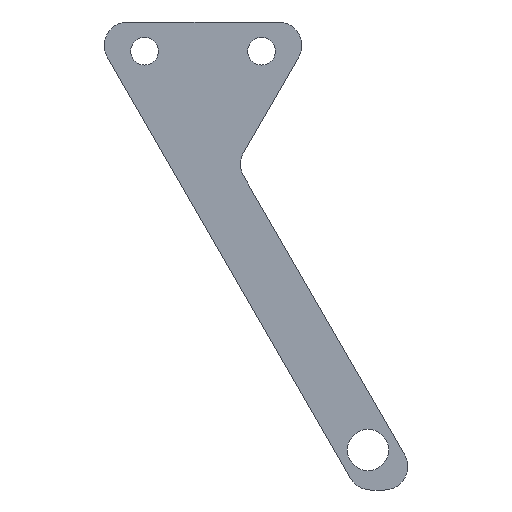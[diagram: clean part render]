
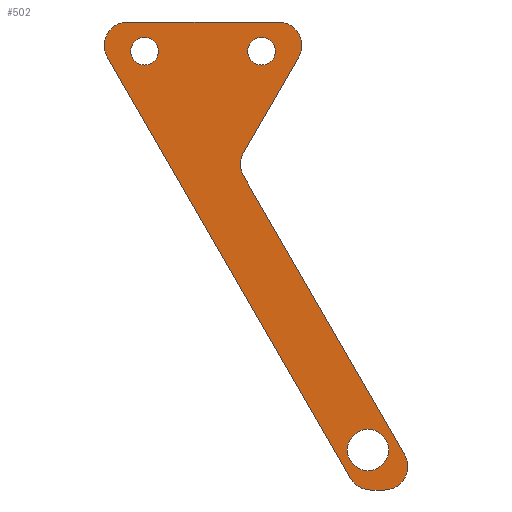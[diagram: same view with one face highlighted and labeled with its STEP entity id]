
A CAD part, front view. The second image highlights one B-rep face of the part: STEP entity #502.
In plain terms, the highlighted planar face has unit normal (0, -1, 0).
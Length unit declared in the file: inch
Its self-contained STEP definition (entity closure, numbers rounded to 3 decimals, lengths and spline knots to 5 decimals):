
#10 = EDGE_CURVE ( 'NONE', #74, #526, #257, .T. ) ;
#11 = CARTESIAN_POINT ( 'NONE',  ( -0.49075, 0., 0.85 ) ) ;
#15 = EDGE_LOOP ( 'NONE', ( #389, #289 ) ) ;
#25 = CARTESIAN_POINT ( 'NONE',  ( -0.33198, 0., 0.81594 ) ) ;
#26 = CARTESIAN_POINT ( 'NONE',  ( 0.54848, 0., -0.95 ) ) ;
#27 = EDGE_LOOP ( 'NONE', ( #39, #176, #58, #291, #321, #97, #141, #533, #547, #213 ) ) ;
#28 = CARTESIAN_POINT ( 'NONE',  ( 0.17783, 0., 0.39199 ) ) ;
#33 = CARTESIAN_POINT ( 'NONE',  ( 0.86603, 0., -1. ) ) ;
#35 = VERTEX_POINT ( 'NONE', #11 ) ;
#38 = CARTESIAN_POINT ( 'NONE',  ( 0.16802, 0., 0.875 ) ) ;
#39 = ORIENTED_EDGE ( 'NONE', *, *, #484, .F. ) ;
#44 = DIRECTION ( 'NONE',  ( 0., 1., 0. ) ) ;
#51 = VECTOR ( 'NONE', #227, 39.37008 ) ;
#53 = CIRCLE ( 'NONE', #73, 0.1 ) ;
#56 = EDGE_CURVE ( 'NONE', #171, #630, #545, .T. ) ;
#58 = ORIENTED_EDGE ( 'NONE', *, *, #10, .F. ) ;
#61 = LINE ( 'NONE', #461, #429 ) ;
#66 = VERTEX_POINT ( 'NONE', #422 ) ;
#67 = CARTESIAN_POINT ( 'NONE',  ( 0., 0., 0. ) ) ;
#73 = AXIS2_PLACEMENT_3D ( 'NONE', #393, #438, #541 ) ;
#74 = VERTEX_POINT ( 'NONE', #110 ) ;
#80 = CARTESIAN_POINT ( 'NONE',  ( -0.40415, 0., 1. ) ) ;
#90 = EDGE_CURVE ( 'NONE', #98, #526, #543, .T. ) ;
#97 = ORIENTED_EDGE ( 'NONE', *, *, #521, .T. ) ;
#98 = VERTEX_POINT ( 'NONE', #26 ) ;
#102 = VERTEX_POINT ( 'NONE', #411 ) ;
#110 = CARTESIAN_POINT ( 'NONE',  ( 0.69282, 0., -1. ) ) ;
#114 = CIRCLE ( 'NONE', #178, 0.1 ) ;
#120 = DIRECTION ( 'NONE',  ( 0., 1., 0. ) ) ;
#141 = ORIENTED_EDGE ( 'NONE', *, *, #350, .F. ) ;
#142 = DIRECTION ( 'NONE',  ( 0., 1., 0. ) ) ;
#146 = EDGE_CURVE ( 'NONE', #74, #618, #305, .T. ) ;
#155 = EDGE_CURVE ( 'NONE', #234, #294, #61, .T. ) ;
#156 = LINE ( 'NONE', #563, #540 ) ;
#171 = VERTEX_POINT ( 'NONE', #215 ) ;
#176 = ORIENTED_EDGE ( 'NONE', *, *, #90, .T. ) ;
#177 = CARTESIAN_POINT ( 'NONE',  ( 0.77942, 0., -0.85 ) ) ;
#178 = AXIS2_PLACEMENT_3D ( 'NONE', #632, #282, #186 ) ;
#186 = DIRECTION ( 'NONE',  ( 0., 0., 1. ) ) ;
#192 = CARTESIAN_POINT ( 'NONE',  ( -0.33198, 0., 0.875 ) ) ;
#197 = CARTESIAN_POINT ( 'NONE',  ( 0.57735, 0., -1. ) ) ;
#207 = DIRECTION ( 'NONE',  ( 0., 1., 0. ) ) ;
#212 = DIRECTION ( 'NONE',  ( 1., 0., 0. ) ) ;
#213 = ORIENTED_EDGE ( 'NONE', *, *, #266, .T. ) ;
#215 = CARTESIAN_POINT ( 'NONE',  ( 0.16802, 0., 0.93406 ) ) ;
#219 = VERTEX_POINT ( 'NONE', #467 ) ;
#223 = ORIENTED_EDGE ( 'NONE', *, *, #283, .T. ) ;
#224 = CARTESIAN_POINT ( 'NONE',  ( 0.6231, 0., -0.82925 ) ) ;
#225 = DIRECTION ( 'NONE',  ( 0., 0., 1. ) ) ;
#227 = DIRECTION ( 'NONE',  ( 0.5, 0., -0.866 ) ) ;
#229 = DIRECTION ( 'NONE',  ( 0., 0., 1. ) ) ;
#230 = EDGE_CURVE ( 'NONE', #102, #294, #114, .T. ) ;
#232 = DIRECTION ( 'NONE',  ( 0., 1., 0. ) ) ;
#234 = VERTEX_POINT ( 'NONE', #80 ) ;
#241 = AXIS2_PLACEMENT_3D ( 'NONE', #537, #293, #229 ) ;
#244 = FACE_BOUND ( 'NONE', #613, .T. ) ;
#250 = EDGE_CURVE ( 'NONE', #66, #583, #400, .T. ) ;
#253 = AXIS2_PLACEMENT_3D ( 'NONE', #28, #514, #373 ) ;
#254 = DIRECTION ( 'NONE',  ( -0.5, 0., 0.866 ) ) ;
#257 = LINE ( 'NONE', #197, #614 ) ;
#261 = DIRECTION ( 'NONE',  ( 0., 0., 1. ) ) ;
#262 = VERTEX_POINT ( 'NONE', #487 ) ;
#266 = EDGE_CURVE ( 'NONE', #234, #35, #53, .T. ) ;
#267 = AXIS2_PLACEMENT_3D ( 'NONE', #67, #232, #335 ) ;
#278 = DIRECTION ( 'NONE',  ( 0., -1., 0. ) ) ;
#282 = DIRECTION ( 'NONE',  ( 0., -1., 0. ) ) ;
#283 = EDGE_CURVE ( 'NONE', #583, #66, #392, .T. ) ;
#284 = VERTEX_POINT ( 'NONE', #430 ) ;
#289 = ORIENTED_EDGE ( 'NONE', *, *, #56, .T. ) ;
#291 = ORIENTED_EDGE ( 'NONE', *, *, #146, .T. ) ;
#293 = DIRECTION ( 'NONE',  ( 0., 1., 0. ) ) ;
#294 = VERTEX_POINT ( 'NONE', #577 ) ;
#296 = EDGE_CURVE ( 'NONE', #219, #284, #368, .T. ) ;
#298 = DIRECTION ( 'NONE',  ( 0., 0., 1. ) ) ;
#305 = CIRCLE ( 'NONE', #449, 0.1 ) ;
#306 = FACE_BOUND ( 'NONE', #15, .T. ) ;
#319 = EDGE_CURVE ( 'NONE', #630, #171, #593, .T. ) ;
#321 = ORIENTED_EDGE ( 'NONE', *, *, #567, .F. ) ;
#325 = DIRECTION ( 'NONE',  ( 0., -1., 0. ) ) ;
#327 = CARTESIAN_POINT ( 'NONE',  ( 0.63509, 0., -1. ) ) ;
#335 = DIRECTION ( 'NONE',  ( 0., 0., 1. ) ) ;
#336 = LINE ( 'NONE', #532, #636 ) ;
#338 = AXIS2_PLACEMENT_3D ( 'NONE', #192, #44, #585 ) ;
#340 = ORIENTED_EDGE ( 'NONE', *, *, #250, .T. ) ;
#349 = AXIS2_PLACEMENT_3D ( 'NONE', #499, #207, #408 ) ;
#350 = EDGE_CURVE ( 'NONE', #102, #262, #336, .T. ) ;
#368 = CIRCLE ( 'NONE', #241, 0.0885 ) ;
#373 = DIRECTION ( 'NONE',  ( 0., 0., 1. ) ) ;
#374 = DIRECTION ( 'NONE',  ( 0., 0., 1. ) ) ;
#376 = CIRCLE ( 'NONE', #253, 0.1 ) ;
#382 = EDGE_LOOP ( 'NONE', ( #223, #340 ) ) ;
#386 = CARTESIAN_POINT ( 'NONE',  ( 0.16802, 0., 0.81594 ) ) ;
#388 = DIRECTION ( 'NONE',  ( -0.5, 0., -0.866 ) ) ;
#389 = ORIENTED_EDGE ( 'NONE', *, *, #319, .T. ) ;
#392 = CIRCLE ( 'NONE', #469, 0.05906 ) ;
#393 = CARTESIAN_POINT ( 'NONE',  ( -0.40415, 0., 0.9 ) ) ;
#400 = CIRCLE ( 'NONE', #338, 0.05906 ) ;
#408 = DIRECTION ( 'NONE',  ( 0., 0., 1. ) ) ;
#411 = CARTESIAN_POINT ( 'NONE',  ( 0.32679, 0., 0.85 ) ) ;
#422 = CARTESIAN_POINT ( 'NONE',  ( -0.33198, 0., 0.93406 ) ) ;
#427 = CARTESIAN_POINT ( 'NONE',  ( -0.33198, 0., 0.875 ) ) ;
#429 = VECTOR ( 'NONE', #212, 39.37008 ) ;
#430 = CARTESIAN_POINT ( 'NONE',  ( 0.6231, 0., -0.91775 ) ) ;
#438 = DIRECTION ( 'NONE',  ( 0., -1., 0. ) ) ;
#445 = FACE_BOUND ( 'NONE', #382, .T. ) ;
#449 = AXIS2_PLACEMENT_3D ( 'NONE', #475, #325, #261 ) ;
#458 = DIRECTION ( 'NONE',  ( -1., 0., 0. ) ) ;
#461 = CARTESIAN_POINT ( 'NONE',  ( -0.57735, 0., 1. ) ) ;
#467 = CARTESIAN_POINT ( 'NONE',  ( 0.6231, 0., -0.74075 ) ) ;
#469 = AXIS2_PLACEMENT_3D ( 'NONE', #427, #142, #298 ) ;
#475 = CARTESIAN_POINT ( 'NONE',  ( 0.69282, 0., -0.9 ) ) ;
#477 = ORIENTED_EDGE ( 'NONE', *, *, #296, .T. ) ;
#482 = LINE ( 'NONE', #33, #51 ) ;
#484 = EDGE_CURVE ( 'NONE', #98, #35, #156, .T. ) ;
#487 = CARTESIAN_POINT ( 'NONE',  ( 0.09123, 0., 0.44199 ) ) ;
#499 = CARTESIAN_POINT ( 'NONE',  ( 0.16802, 0., 0.875 ) ) ;
#500 = AXIS2_PLACEMENT_3D ( 'NONE', #38, #638, #225 ) ;
#502 = ADVANCED_FACE ( 'NONE', ( #244, #604, #445, #306 ), #503, .F. ) ;
#503 = PLANE ( 'NONE',  #267 ) ;
#514 = DIRECTION ( 'NONE',  ( 0., 1., 0. ) ) ;
#518 = DIRECTION ( 'NONE',  ( 0., 0., 1. ) ) ;
#521 = EDGE_CURVE ( 'NONE', #578, #262, #376, .T. ) ;
#526 = VERTEX_POINT ( 'NONE', #327 ) ;
#532 = CARTESIAN_POINT ( 'NONE',  ( 0.4134, 0., 1. ) ) ;
#533 = ORIENTED_EDGE ( 'NONE', *, *, #230, .T. ) ;
#534 = AXIS2_PLACEMENT_3D ( 'NONE', #568, #278, #374 ) ;
#537 = CARTESIAN_POINT ( 'NONE',  ( 0.6231, 0., -0.82925 ) ) ;
#538 = ORIENTED_EDGE ( 'NONE', *, *, #571, .T. ) ;
#540 = VECTOR ( 'NONE', #254, 39.37008 ) ;
#541 = DIRECTION ( 'NONE',  ( 0., 0., 1. ) ) ;
#543 = CIRCLE ( 'NONE', #534, 0.1 ) ;
#545 = CIRCLE ( 'NONE', #349, 0.05906 ) ;
#547 = ORIENTED_EDGE ( 'NONE', *, *, #155, .F. ) ;
#548 = AXIS2_PLACEMENT_3D ( 'NONE', #224, #120, #518 ) ;
#563 = CARTESIAN_POINT ( 'NONE',  ( 0.57735, 0., -1. ) ) ;
#567 = EDGE_CURVE ( 'NONE', #578, #618, #482, .T. ) ;
#568 = CARTESIAN_POINT ( 'NONE',  ( 0.63509, 0., -0.9 ) ) ;
#571 = EDGE_CURVE ( 'NONE', #284, #219, #590, .T. ) ;
#576 = CARTESIAN_POINT ( 'NONE',  ( 0.09123, 0., 0.34199 ) ) ;
#577 = CARTESIAN_POINT ( 'NONE',  ( 0.24019, 0., 1. ) ) ;
#578 = VERTEX_POINT ( 'NONE', #576 ) ;
#583 = VERTEX_POINT ( 'NONE', #25 ) ;
#585 = DIRECTION ( 'NONE',  ( 0., 0., 1. ) ) ;
#590 = CIRCLE ( 'NONE', #548, 0.0885 ) ;
#593 = CIRCLE ( 'NONE', #500, 0.05906 ) ;
#604 = FACE_OUTER_BOUND ( 'NONE', #27, .T. ) ;
#613 = EDGE_LOOP ( 'NONE', ( #477, #538 ) ) ;
#614 = VECTOR ( 'NONE', #458, 39.37008 ) ;
#618 = VERTEX_POINT ( 'NONE', #177 ) ;
#630 = VERTEX_POINT ( 'NONE', #386 ) ;
#632 = CARTESIAN_POINT ( 'NONE',  ( 0.24019, 0., 0.9 ) ) ;
#636 = VECTOR ( 'NONE', #388, 39.37008 ) ;
#638 = DIRECTION ( 'NONE',  ( 0., 1., 0. ) ) ;
